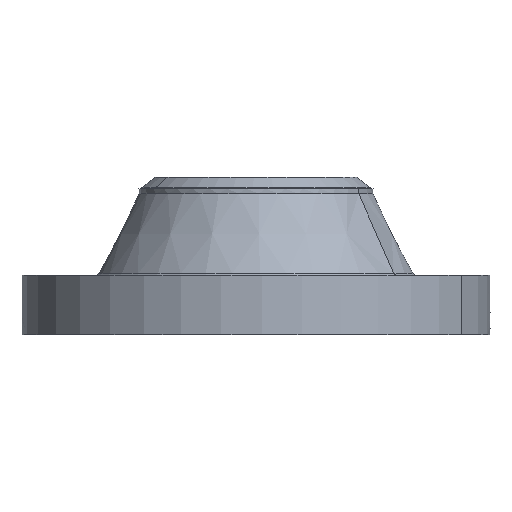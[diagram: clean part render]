
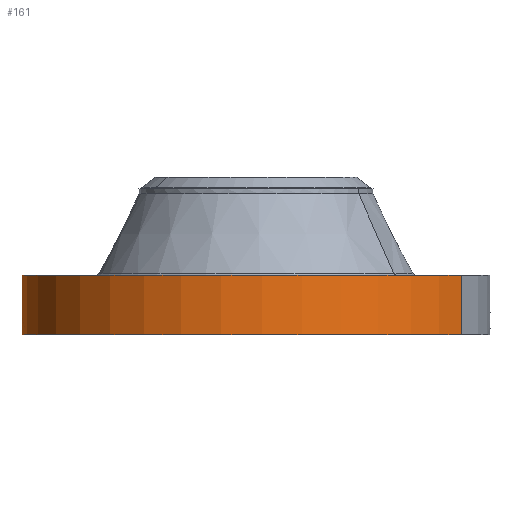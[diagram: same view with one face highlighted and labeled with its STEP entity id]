
A CAD part, left-side view. The second image highlights one B-rep face of the part: STEP entity #161.
In plain terms, the highlighted cylindrical face has radius 273.05 mm (diameter 546.1 mm), a partial arc.
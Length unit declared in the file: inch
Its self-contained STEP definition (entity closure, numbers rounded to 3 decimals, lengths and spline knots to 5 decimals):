
#38=AXIS2_PLACEMENT_3D('Cylinder Axis2P3D',#35,#36,#37) ;
#42=AXIS2_PLACEMENT_3D('Circle Axis2P3D',#40,#41,$) ;
#58=AXIS2_PLACEMENT_3D('Circle Axis2P3D',#56,#57,$) ;
#35=CARTESIAN_POINT('Axis2P3D Location',(0.,0.,3.875)) ;
#40=CARTESIAN_POINT('Axis2P3D Location',(0.,0.,0.25)) ;
#44=CARTESIAN_POINT('Vertex',(-5.15382,-9.43401,0.25)) ;
#46=CARTESIAN_POINT('Vertex',(5.15382,9.43401,0.25)) ;
#49=CARTESIAN_POINT('Line Origine',(-5.15382,-9.43401,1.625)) ;
#53=CARTESIAN_POINT('Vertex',(-5.15382,-9.43401,3.)) ;
#56=CARTESIAN_POINT('Axis2P3D Location',(0.,0.,3.)) ;
#60=CARTESIAN_POINT('Vertex',(5.15382,9.43401,3.)) ;
#63=CARTESIAN_POINT('Line Origine',(5.15382,9.43401,1.625)) ;
#75=CARTESIAN_POINT('Control Point',(-0.05679,10.74985,1.28953)) ;
#76=CARTESIAN_POINT('Control Point',(-0.03826,10.74995,1.29254)) ;
#77=CARTESIAN_POINT('Control Point',(-0.01949,10.75,1.29408)) ;
#78=CARTESIAN_POINT('Control Point',(-0.00072,10.75,1.29412)) ;
#79=CARTESIAN_POINT('Vertex',(-0.05678,10.74985,1.28953)) ;
#81=CARTESIAN_POINT('Vertex',(-0.00072,10.75,1.29412)) ;
#85=CARTESIAN_POINT('Control Point',(-0.05678,10.74985,1.28953)) ;
#86=CARTESIAN_POINT('Control Point',(-0.09666,10.74964,1.28489)) ;
#87=CARTESIAN_POINT('Control Point',(-0.13584,10.7492,1.27297)) ;
#88=CARTESIAN_POINT('Control Point',(-0.17186,10.74863,1.25463)) ;
#89=CARTESIAN_POINT('Vertex',(-0.17186,10.74863,1.25463)) ;
#93=CARTESIAN_POINT('Control Point',(-0.03058,10.74996,0.53116)) ;
#94=CARTESIAN_POINT('Control Point',(-0.09952,10.74976,0.5399)) ;
#95=CARTESIAN_POINT('Control Point',(-0.1661,10.74902,0.56415)) ;
#96=CARTESIAN_POINT('Control Point',(-0.22542,10.74782,0.60303)) ;
#97=CARTESIAN_POINT('Control Point',(-0.29742,10.74597,0.67704)) ;
#98=CARTESIAN_POINT('Control Point',(-0.34189,10.74457,0.76703)) ;
#99=CARTESIAN_POINT('Control Point',(-0.35331,10.7442,0.79776)) ;
#100=CARTESIAN_POINT('Control Point',(-0.37178,10.74357,0.86915)) ;
#101=CARTESIAN_POINT('Control Point',(-0.37346,10.74351,0.94255)) ;
#102=CARTESIAN_POINT('Control Point',(-0.36911,10.74366,0.98325)) ;
#103=CARTESIAN_POINT('Control Point',(-0.34684,10.74444,1.07538)) ;
#104=CARTESIAN_POINT('Control Point',(-0.29785,10.74593,1.15664)) ;
#105=CARTESIAN_POINT('Control Point',(-0.26184,10.74693,1.19746)) ;
#106=CARTESIAN_POINT('Control Point',(-0.21908,10.74787,1.23059)) ;
#107=CARTESIAN_POINT('Control Point',(-0.17186,10.74863,1.25463)) ;
#108=CARTESIAN_POINT('Vertex',(-0.03058,10.74996,0.53116)) ;
#112=CARTESIAN_POINT('Control Point',(-0.03058,10.74996,0.53116)) ;
#113=CARTESIAN_POINT('Control Point',(-0.02038,10.74999,0.53087)) ;
#114=CARTESIAN_POINT('Control Point',(-0.01018,10.75,0.53094)) ;
#115=CARTESIAN_POINT('Control Point',(0.,10.75,0.53137)) ;
#116=CARTESIAN_POINT('Vertex',(0.,10.75,0.53137)) ;
#120=CARTESIAN_POINT('Control Point',(0.19299,10.74827,0.58674)) ;
#121=CARTESIAN_POINT('Control Point',(0.14915,10.74905,0.56164)) ;
#122=CARTESIAN_POINT('Control Point',(0.10115,10.74968,0.54364)) ;
#123=CARTESIAN_POINT('Control Point',(0.05082,10.75,0.53353)) ;
#124=CARTESIAN_POINT('Control Point',(0.,10.75,0.53137)) ;
#125=CARTESIAN_POINT('Vertex',(0.19299,10.74827,0.58674)) ;
#129=CARTESIAN_POINT('Control Point',(0.19299,10.74827,0.58674)) ;
#130=CARTESIAN_POINT('Control Point',(0.22185,10.74775,0.60325)) ;
#131=CARTESIAN_POINT('Control Point',(0.24902,10.74716,0.62264)) ;
#132=CARTESIAN_POINT('Control Point',(0.2741,10.74654,0.64473)) ;
#133=CARTESIAN_POINT('Control Point',(0.34061,10.74472,0.71685)) ;
#134=CARTESIAN_POINT('Control Point',(0.38274,10.74322,0.80682)) ;
#135=CARTESIAN_POINT('Control Point',(0.39743,10.74264,0.87136)) ;
#136=CARTESIAN_POINT('Control Point',(0.39785,10.74266,0.99834)) ;
#137=CARTESIAN_POINT('Control Point',(0.34801,10.74441,1.1134)) ;
#138=CARTESIAN_POINT('Control Point',(0.3129,10.74556,1.1631)) ;
#139=CARTESIAN_POINT('Control Point',(0.23458,10.74768,1.23722)) ;
#140=CARTESIAN_POINT('Control Point',(0.13766,10.74925,1.27962)) ;
#141=CARTESIAN_POINT('Control Point',(0.09219,10.74976,1.29159)) ;
#142=CARTESIAN_POINT('Control Point',(0.04581,10.75,1.2964)) ;
#143=CARTESIAN_POINT('Control Point',(-0.00003,10.75,1.29415)) ;
#144=CARTESIAN_POINT('Vertex',(-0.00003,10.75,1.29415)) ;
#148=CARTESIAN_POINT('Control Point',(-0.00072,10.75,1.29412)) ;
#149=CARTESIAN_POINT('Control Point',(-0.00037,10.75,1.29414)) ;
#150=CARTESIAN_POINT('Control Point',(-0.00003,10.75,1.29415)) ;
#36=DIRECTION('Axis2P3D Direction',(0.,0.,-0.039)) ;
#37=DIRECTION('Axis2P3D XDirection',(0.019,0.035,0.)) ;
#41=DIRECTION('Axis2P3D Direction',(0.,0.,-0.039)) ;
#50=DIRECTION('Vector Direction',(0.,0.,-0.039)) ;
#57=DIRECTION('Axis2P3D Direction',(0.,0.,-0.039)) ;
#64=DIRECTION('Vector Direction',(0.,0.,-0.039)) ;
#51=VECTOR('Line Direction',#50,0.03937) ;
#65=VECTOR('Line Direction',#64,0.03937) ;
#69=ORIENTED_EDGE('',*,*,#48,.F.) ;
#70=ORIENTED_EDGE('',*,*,#55,.T.) ;
#71=ORIENTED_EDGE('',*,*,#62,.T.) ;
#72=ORIENTED_EDGE('',*,*,#67,.F.) ;
#153=ORIENTED_EDGE('',*,*,#83,.F.) ;
#154=ORIENTED_EDGE('',*,*,#91,.T.) ;
#155=ORIENTED_EDGE('',*,*,#110,.F.) ;
#156=ORIENTED_EDGE('',*,*,#118,.T.) ;
#157=ORIENTED_EDGE('',*,*,#127,.F.) ;
#158=ORIENTED_EDGE('',*,*,#146,.T.) ;
#159=ORIENTED_EDGE('',*,*,#151,.F.) ;
#160=FACE_BOUND('',#152,.T.) ;
#161=ADVANCED_FACE('PartBody',(#73,#160),#39,.T.) ;
#74=B_SPLINE_CURVE_WITH_KNOTS('',3,(#75,#76,#77,#78),.UNSPECIFIED.,.F.,.U.,(4,4),(4.43835,6.52127),.UNSPECIFIED.) ;
#84=B_SPLINE_CURVE_WITH_KNOTS('',3,(#85,#86,#87,#88),.UNSPECIFIED.,.F.,.U.,(4,4),(0.,4.51145),.UNSPECIFIED.) ;
#92=B_SPLINE_CURVE_WITH_KNOTS('',5,(#93,#94,#95,#96,#97,#98,#99,#100,#101,#102,#103,#104,#105,#106,#107),.UNSPECIFIED.,.F.,.U.,(6,3,3,3,6),(0.,12.07633,17.94953,25.36088,35.21598),.UNSPECIFIED.) ;
#111=B_SPLINE_CURVE_WITH_KNOTS('',3,(#112,#113,#114,#115),.UNSPECIFIED.,.F.,.U.,(4,4),(0.,1.064),.UNSPECIFIED.) ;
#119=B_SPLINE_CURVE_WITH_KNOTS('',4,(#120,#121,#122,#123,#124),.UNSPECIFIED.,.F.,.U.,(5,5),(0.,7.08072),.UNSPECIFIED.) ;
#128=B_SPLINE_CURVE_WITH_KNOTS('',5,(#129,#130,#131,#132,#133,#134,#135,#136,#137,#138,#139,#140,#141,#142,#143),.UNSPECIFIED.,.F.,.U.,(6,3,3,3,6),(0.,5.82456,17.14083,27.81492,36.38295),.UNSPECIFIED.) ;
#147=B_SPLINE_CURVE_WITH_KNOTS('',2,(#148,#149,#150),.UNSPECIFIED.,.F.,.U.,(3,3),(1.03536,1.06116),.UNSPECIFIED.) ;
#43=CIRCLE('generated circle',#42,10.75) ;
#59=CIRCLE('generated circle',#58,10.75) ;
#39=CYLINDRICAL_SURFACE('generated cylinder',#38,10.75) ;
#48=EDGE_CURVE('',#45,#47,#43,.T.) ;
#55=EDGE_CURVE('',#45,#54,#52,.F.) ;
#62=EDGE_CURVE('',#54,#61,#59,.T.) ;
#67=EDGE_CURVE('',#47,#61,#66,.F.) ;
#83=EDGE_CURVE('',#80,#82,#74,.T.) ;
#91=EDGE_CURVE('',#80,#90,#84,.T.) ;
#110=EDGE_CURVE('',#109,#90,#92,.T.) ;
#118=EDGE_CURVE('',#109,#117,#111,.T.) ;
#127=EDGE_CURVE('',#126,#117,#119,.T.) ;
#146=EDGE_CURVE('',#126,#145,#128,.T.) ;
#151=EDGE_CURVE('',#82,#145,#147,.T.) ;
#68=EDGE_LOOP('',(#69,#70,#71,#72)) ;
#152=EDGE_LOOP('',(#153,#154,#155,#156,#157,#158,#159)) ;
#73=FACE_OUTER_BOUND('',#68,.T.) ;
#52=LINE('Line',#49,#51) ;
#66=LINE('Line',#63,#65) ;
#45=VERTEX_POINT('',#44) ;
#47=VERTEX_POINT('',#46) ;
#54=VERTEX_POINT('',#53) ;
#61=VERTEX_POINT('',#60) ;
#80=VERTEX_POINT('',#79) ;
#82=VERTEX_POINT('',#81) ;
#90=VERTEX_POINT('',#89) ;
#109=VERTEX_POINT('',#108) ;
#117=VERTEX_POINT('',#116) ;
#126=VERTEX_POINT('',#125) ;
#145=VERTEX_POINT('',#144) ;
